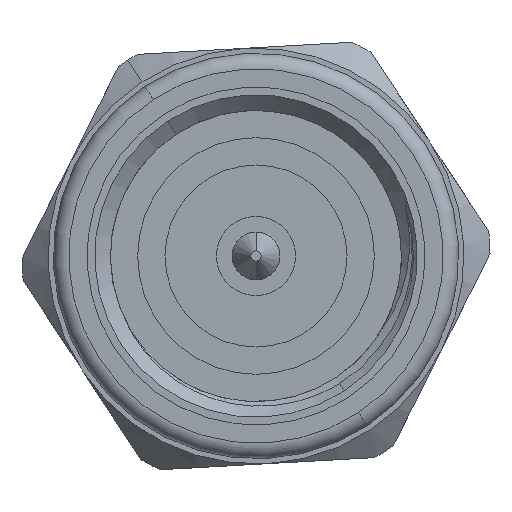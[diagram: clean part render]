
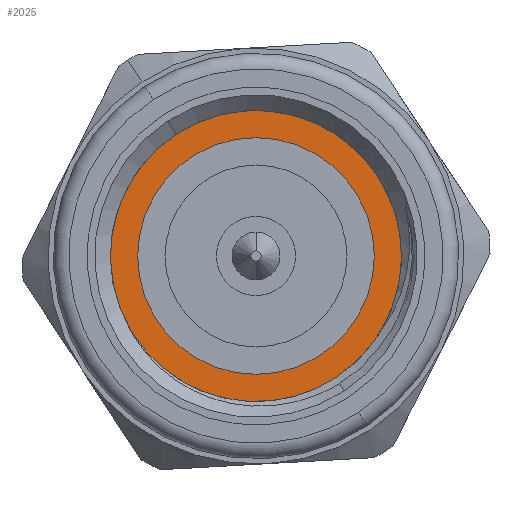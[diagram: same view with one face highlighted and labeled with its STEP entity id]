
A CAD part, front view. The second image highlights one B-rep face of the part: STEP entity #2025.
In plain terms, the highlighted planar face has unit normal (0, -1, 0).
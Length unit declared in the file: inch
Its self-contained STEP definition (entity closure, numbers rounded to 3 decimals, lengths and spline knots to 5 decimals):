
#17 = CARTESIAN_POINT ( 'NONE',  ( 0., 0.09055, 0. ) ) ;
#184 = CIRCLE ( 'NONE', #2482, 0.12598 ) ;
#406 = CARTESIAN_POINT ( 'NONE',  ( 0., 0.09055, 0. ) ) ;
#613 = VERTEX_POINT ( 'NONE', #6082 ) ;
#1120 = CIRCLE ( 'NONE', #6892, 0.08957 ) ;
#1277 = DIRECTION ( 'NONE',  ( 0., 1., 0. ) ) ;
#1848 = VERTEX_POINT ( 'NONE', #3598 ) ;
#2025 = ADVANCED_FACE ( 'NONE', ( #5885, #3412 ), #5249, .F. ) ;
#2242 = CARTESIAN_POINT ( 'NONE',  ( 0., 0.09055, 0.08957 ) ) ;
#2482 = AXIS2_PLACEMENT_3D ( 'NONE', #17, #4603, #4645 ) ;
#2493 = EDGE_CURVE ( 'NONE', #6620, #1848, #1120, .T. ) ;
#2784 = EDGE_CURVE ( 'NONE', #4716, #613, #184, .T. ) ;
#3000 = AXIS2_PLACEMENT_3D ( 'NONE', #4037, #6603, #4074 ) ;
#3064 = DIRECTION ( 'NONE',  ( 0., 1., 0. ) ) ;
#3412 = FACE_OUTER_BOUND ( 'NONE', #3772, .T. ) ;
#3598 = CARTESIAN_POINT ( 'NONE',  ( 0., 0.09055, -0.08957 ) ) ;
#3772 = EDGE_LOOP ( 'NONE', ( #4771, #6926 ) ) ;
#3975 = EDGE_LOOP ( 'NONE', ( #5889, #7851 ) ) ;
#4037 = CARTESIAN_POINT ( 'NONE',  ( 0., 0.09055, 0. ) ) ;
#4074 = DIRECTION ( 'NONE',  ( 1., 0., 0. ) ) ;
#4603 = DIRECTION ( 'NONE',  ( 0., 1., 0. ) ) ;
#4645 = DIRECTION ( 'NONE',  ( 0., 0., 1. ) ) ;
#4716 = VERTEX_POINT ( 'NONE', #6693 ) ;
#4771 = ORIENTED_EDGE ( 'NONE', *, *, #7287, .F. ) ;
#5032 = DIRECTION ( 'NONE',  ( 0., 1., 0. ) ) ;
#5249 = PLANE ( 'NONE',  #3000 ) ;
#5294 = EDGE_CURVE ( 'NONE', #1848, #6620, #6180, .T. ) ;
#5649 = DIRECTION ( 'NONE',  ( 0., 0., 1. ) ) ;
#5885 = FACE_BOUND ( 'NONE', #3975, .T. ) ;
#5889 = ORIENTED_EDGE ( 'NONE', *, *, #5294, .T. ) ;
#6082 = CARTESIAN_POINT ( 'NONE',  ( 0., 0.09055, -0.12598 ) ) ;
#6180 = CIRCLE ( 'NONE', #7110, 0.08957 ) ;
#6483 = CIRCLE ( 'NONE', #8058, 0.12598 ) ;
#6603 = DIRECTION ( 'NONE',  ( 0., 1., 0. ) ) ;
#6620 = VERTEX_POINT ( 'NONE', #2242 ) ;
#6693 = CARTESIAN_POINT ( 'NONE',  ( 0., 0.09055, 0.12598 ) ) ;
#6892 = AXIS2_PLACEMENT_3D ( 'NONE', #8148, #3064, #5649 ) ;
#6926 = ORIENTED_EDGE ( 'NONE', *, *, #2784, .F. ) ;
#6957 = DIRECTION ( 'NONE',  ( 0., 0., 1. ) ) ;
#7036 = DIRECTION ( 'NONE',  ( 0., 0., 1. ) ) ;
#7110 = AXIS2_PLACEMENT_3D ( 'NONE', #8279, #1277, #7036 ) ;
#7287 = EDGE_CURVE ( 'NONE', #613, #4716, #6483, .T. ) ;
#7851 = ORIENTED_EDGE ( 'NONE', *, *, #2493, .T. ) ;
#8058 = AXIS2_PLACEMENT_3D ( 'NONE', #406, #5032, #6957 ) ;
#8148 = CARTESIAN_POINT ( 'NONE',  ( 0., 0.09055, 0. ) ) ;
#8279 = CARTESIAN_POINT ( 'NONE',  ( 0., 0.09055, 0. ) ) ;
